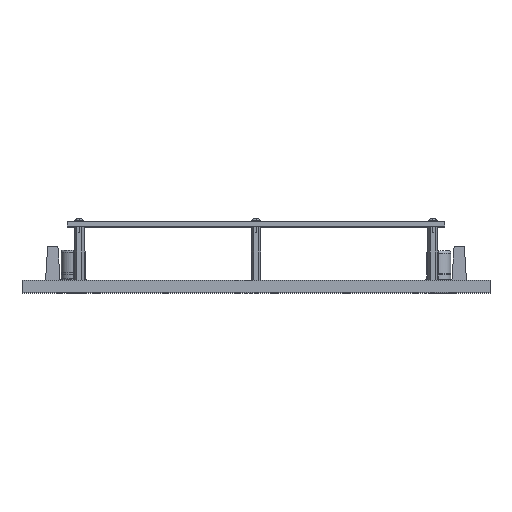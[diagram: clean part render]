
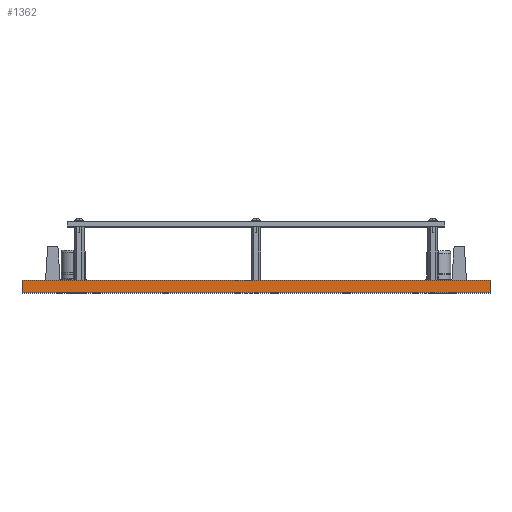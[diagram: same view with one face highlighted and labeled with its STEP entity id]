
A CAD part, top view. The second image highlights one B-rep face of the part: STEP entity #1362.
In plain terms, the highlighted planar face has unit normal (0, 0, 1).
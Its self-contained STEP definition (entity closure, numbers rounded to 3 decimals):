
#47 = ORIENTED_EDGE ( 'NONE', *, *, #7972, .F. ) ;
#335 = EDGE_LOOP ( 'NONE', ( #47, #7224, #13745, #6261 ) ) ;
#1362 = ADVANCED_FACE ( 'NONE', ( #7253 ), #6050, .T. ) ;
#1620 = DIRECTION ( 'NONE',  ( 1., 0., 0. ) ) ;
#2546 = VECTOR ( 'NONE', #3922, 1000. ) ;
#2856 = CARTESIAN_POINT ( 'NONE',  ( -194.5, 0., 0. ) ) ;
#2868 = CARTESIAN_POINT ( 'NONE',  ( 194.5, 0., 0. ) ) ;
#3403 = AXIS2_PLACEMENT_3D ( 'NONE', #4033, #13758, #1620 ) ;
#3786 = CARTESIAN_POINT ( 'NONE',  ( 194.5, 0., 0. ) ) ;
#3922 = DIRECTION ( 'NONE',  ( 0., 1., 0. ) ) ;
#4033 = CARTESIAN_POINT ( 'NONE',  ( 194.5, 0., 0. ) ) ;
#4144 = VERTEX_POINT ( 'NONE', #9305 ) ;
#4470 = LINE ( 'NONE', #11086, #10555 ) ;
#4571 = DIRECTION ( 'NONE',  ( -1., 0., 0. ) ) ;
#4714 = CARTESIAN_POINT ( 'NONE',  ( 194.5, 10., 0. ) ) ;
#5547 = DIRECTION ( 'NONE',  ( 0., 1., 0. ) ) ;
#6050 = PLANE ( 'NONE',  #3403 ) ;
#6261 = ORIENTED_EDGE ( 'NONE', *, *, #7258, .T. ) ;
#7107 = CARTESIAN_POINT ( 'NONE',  ( 194.5, 10., 0. ) ) ;
#7152 = DIRECTION ( 'NONE',  ( -1., 0., 0. ) ) ;
#7224 = ORIENTED_EDGE ( 'NONE', *, *, #13898, .F. ) ;
#7253 = FACE_OUTER_BOUND ( 'NONE', #335, .T. ) ;
#7258 = EDGE_CURVE ( 'NONE', #8243, #4144, #9886, .T. ) ;
#7297 = CARTESIAN_POINT ( 'NONE',  ( -194.5, 0., 0. ) ) ;
#7972 = EDGE_CURVE ( 'NONE', #10453, #4144, #13994, .T. ) ;
#8117 = EDGE_CURVE ( 'NONE', #12464, #8243, #4470, .T. ) ;
#8243 = VERTEX_POINT ( 'NONE', #7107 ) ;
#9305 = CARTESIAN_POINT ( 'NONE',  ( -194.5, 10., 0. ) ) ;
#9391 = LINE ( 'NONE', #2868, #10932 ) ;
#9886 = LINE ( 'NONE', #4714, #11630 ) ;
#10453 = VERTEX_POINT ( 'NONE', #7297 ) ;
#10555 = VECTOR ( 'NONE', #5547, 1000. ) ;
#10932 = VECTOR ( 'NONE', #7152, 1000. ) ;
#11086 = CARTESIAN_POINT ( 'NONE',  ( 194.5, 0., 0. ) ) ;
#11630 = VECTOR ( 'NONE', #4571, 1000. ) ;
#12464 = VERTEX_POINT ( 'NONE', #3786 ) ;
#13745 = ORIENTED_EDGE ( 'NONE', *, *, #8117, .T. ) ;
#13758 = DIRECTION ( 'NONE',  ( 0., 0., 1. ) ) ;
#13898 = EDGE_CURVE ( 'NONE', #12464, #10453, #9391, .T. ) ;
#13994 = LINE ( 'NONE', #2856, #2546 ) ;
